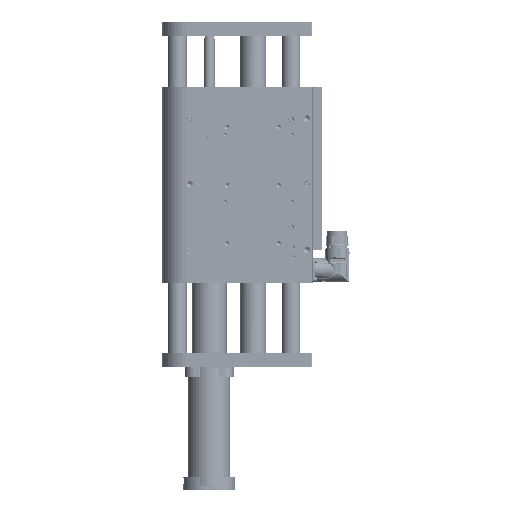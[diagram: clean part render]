
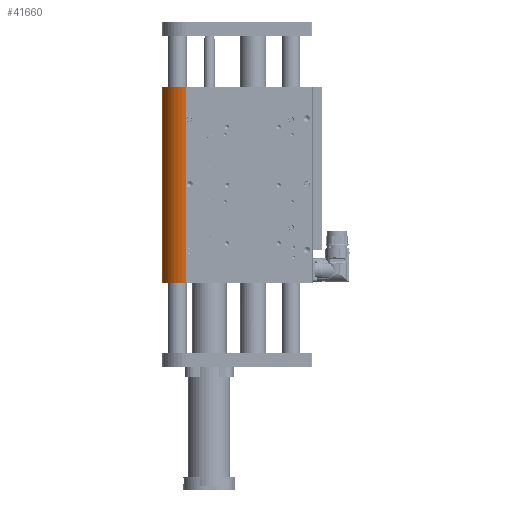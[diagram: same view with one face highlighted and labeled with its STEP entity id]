
A CAD part, left-side view. The second image highlights one B-rep face of the part: STEP entity #41660.
In plain terms, the highlighted cylindrical face has radius 25 mm (diameter 50 mm), a partial arc.
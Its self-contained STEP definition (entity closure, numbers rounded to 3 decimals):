
#1748 = ORIENTED_EDGE ( 'NONE', *, *, #163640, .F. ) ;
#13625 = DIRECTION ( 'NONE',  ( 0., 0., -1. ) ) ;
#13988 = EDGE_CURVE ( 'NONE', #16865, #31315, #53476, .T. ) ;
#16865 = VERTEX_POINT ( 'NONE', #23168 ) ;
#18233 = DIRECTION ( 'NONE',  ( 1., 0., 0. ) ) ;
#21539 = CARTESIAN_POINT ( 'NONE',  ( 25., 72., 209. ) ) ;
#23168 = CARTESIAN_POINT ( 'NONE',  ( -25., 72., 209. ) ) ;
#24395 = DIRECTION ( 'NONE',  ( 0., 0., -1. ) ) ;
#25894 = CIRCLE ( 'NONE', #102119, 25. ) ;
#31315 = VERTEX_POINT ( 'NONE', #88521 ) ;
#31341 = CARTESIAN_POINT ( 'NONE',  ( 25., 72., 0. ) ) ;
#32183 = ORIENTED_EDGE ( 'NONE', *, *, #152116, .T. ) ;
#41660 = ADVANCED_FACE ( 'NONE', ( #64257 ), #77529, .T. ) ;
#42263 = DIRECTION ( 'NONE',  ( 0., 0., 1. ) ) ;
#45512 = AXIS2_PLACEMENT_3D ( 'NONE', #82949, #42263, #18233 ) ;
#53476 = LINE ( 'NONE', #107456, #164717 ) ;
#61327 = ORIENTED_EDGE ( 'NONE', *, *, #13988, .F. ) ;
#62123 = EDGE_LOOP ( 'NONE', ( #101620, #61327, #1748, #32183 ) ) ;
#64257 = FACE_OUTER_BOUND ( 'NONE', #62123, .T. ) ;
#77529 = CYLINDRICAL_SURFACE ( 'NONE', #170326, 25. ) ;
#81407 = VERTEX_POINT ( 'NONE', #122609 ) ;
#82949 = CARTESIAN_POINT ( 'NONE',  ( 0., 72., 0. ) ) ;
#88521 = CARTESIAN_POINT ( 'NONE',  ( -25., 72., 0. ) ) ;
#92321 = LINE ( 'NONE', #21539, #159275 ) ;
#101620 = ORIENTED_EDGE ( 'NONE', *, *, #116506, .T. ) ;
#102119 = AXIS2_PLACEMENT_3D ( 'NONE', #161126, #172690, #119628 ) ;
#107456 = CARTESIAN_POINT ( 'NONE',  ( -25., 72., 209. ) ) ;
#116506 = EDGE_CURVE ( 'NONE', #145817, #31315, #155563, .T. ) ;
#117091 = DIRECTION ( 'NONE',  ( 0., 0., -1. ) ) ;
#119628 = DIRECTION ( 'NONE',  ( 1., 0., 0. ) ) ;
#122609 = CARTESIAN_POINT ( 'NONE',  ( 25., 72., 209. ) ) ;
#134091 = CARTESIAN_POINT ( 'NONE',  ( 0., 72., 209. ) ) ;
#145817 = VERTEX_POINT ( 'NONE', #31341 ) ;
#147353 = DIRECTION ( 'NONE',  ( -1., 0., 0. ) ) ;
#152116 = EDGE_CURVE ( 'NONE', #81407, #145817, #92321, .T. ) ;
#155563 = CIRCLE ( 'NONE', #45512, 25. ) ;
#159275 = VECTOR ( 'NONE', #117091, 1000. ) ;
#161126 = CARTESIAN_POINT ( 'NONE',  ( 0., 72., 209. ) ) ;
#163640 = EDGE_CURVE ( 'NONE', #81407, #16865, #25894, .T. ) ;
#164717 = VECTOR ( 'NONE', #13625, 1000. ) ;
#170326 = AXIS2_PLACEMENT_3D ( 'NONE', #134091, #24395, #147353 ) ;
#172690 = DIRECTION ( 'NONE',  ( 0., 0., 1. ) ) ;
